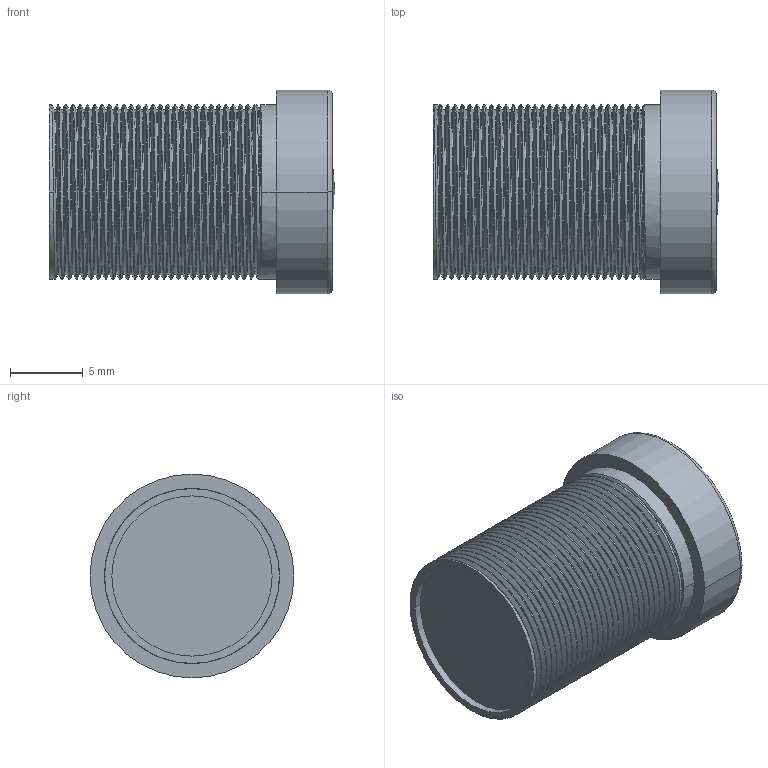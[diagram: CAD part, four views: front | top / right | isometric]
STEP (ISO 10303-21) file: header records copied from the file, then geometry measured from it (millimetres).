
FILE_DESCRIPTION((''),'2;1');
FILE_NAME('LN053','2021-06-28T17:13:29',('Arducam'),(''),'CREO PARAMETRIC BY PTC INC, 2019080','CREO PARAMETRIC BY PTC INC, 2019080','');
FILE_SCHEMA(('AUTOMOTIVE_DESIGN { 1 0 10303 214 1 1 1 1 }'));
Length unit declared in the file: millimetre
Products named in the file (1): LN053
Bounding box: 19.6 x 14 x 14 mm (x, y, z)
Volume: 2170.8 mm3; surface area: 1458.3 mm2
Topology: 1 solids, 1 shells, 97 faces, 246 edges, 151 vertices
Faces by surface type: cylinder 63, bspline 24, plane 4, torus 2, cone 2, sphere 2
Entity records: 14383 total; most frequent: CARTESIAN_POINT 11676, ORIENTED_EDGE 488, DIRECTION 269, EDGE_CURVE 244, VERTEX_POINT 151, B_SPLINE_CURVE_WITH_KNOTS 141, EDGE_LOOP 99, FACE_OUTER_BOUND 97
